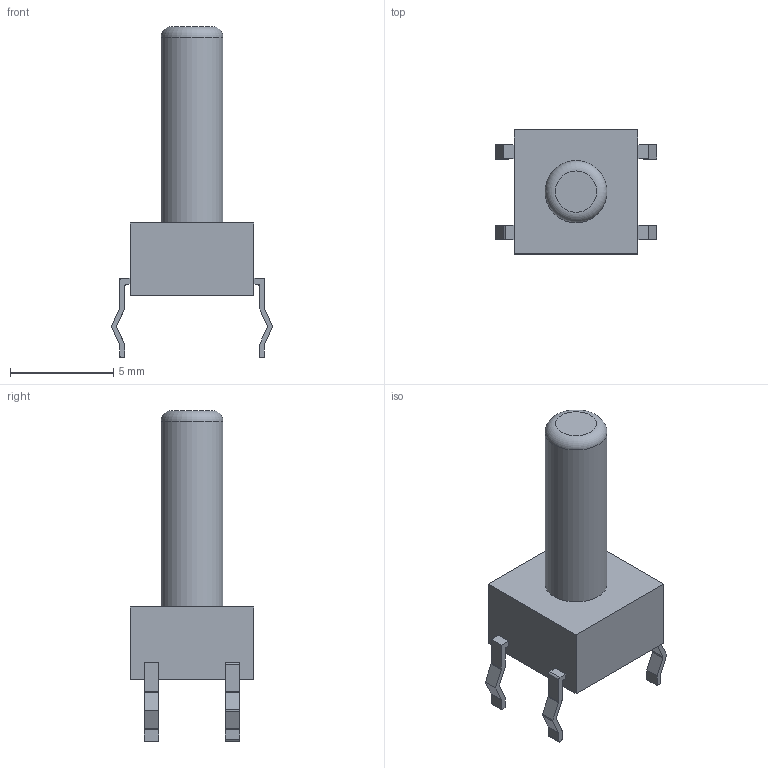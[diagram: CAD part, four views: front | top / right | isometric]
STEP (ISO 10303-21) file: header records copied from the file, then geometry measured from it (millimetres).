
FILE_DESCRIPTION(('FreeCAD Model'),'2;1');
FILE_NAME('Open CASCADE Shape Model','2023-06-15T13:30:07',('Author'),( ''),'Open CASCADE STEP processor 7.6','FreeCAD','Unknown');
FILE_SCHEMA(('AUTOMOTIVE_DESIGN { 1 0 10303 214 1 1 1 1 }'));
Length unit declared in the file: millimetre
Products named in the file (3): Part; Body; Body001
Assembly tree (2 placements, depth 2):
  Part
    Body
    Body001
Bounding box: 7.8 x 6 x 16 mm (x, y, z)
Volume: 195.6 mm3; surface area: 289.1 mm2
Topology: 2 solids, 2 shells, 108 faces, 275 edges, 175 vertices
Faces by surface type: plane 84, cylinder 23, torus 1
Full cylindrical faces by diameter (mm): 3 x1
Entity records: 6927 total; most frequent: CARTESIAN_POINT 1267, DIRECTION 1069, LINE 731, VECTOR 731, ORIENTED_EDGE 550, PCURVE 550, DEFINITIONAL_REPRESENTATION 550, EDGE_CURVE 275
